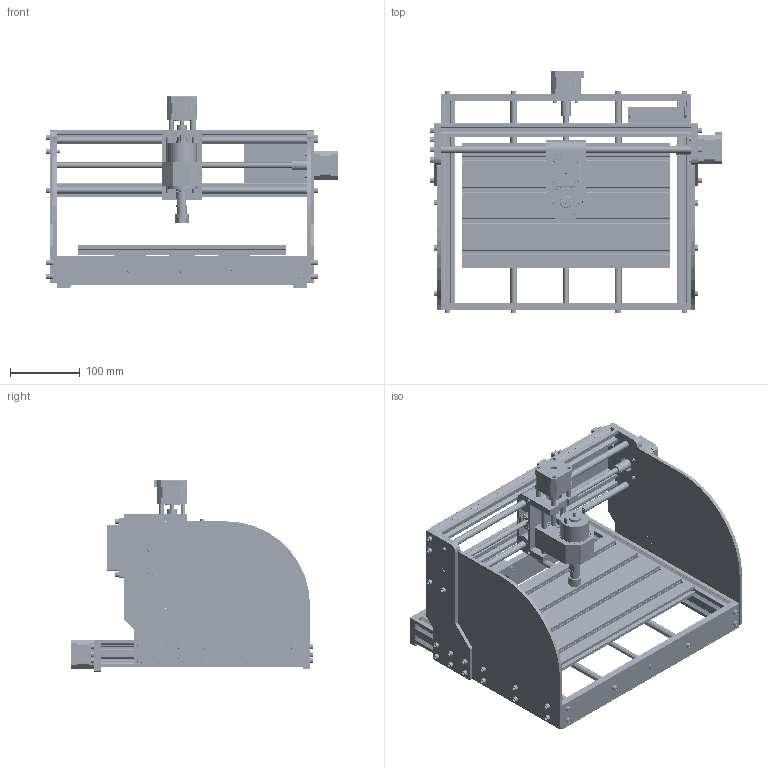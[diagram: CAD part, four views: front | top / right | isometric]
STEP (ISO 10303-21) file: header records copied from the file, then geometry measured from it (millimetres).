
FILE_DESCRIPTION(/* description */ (''),/* implementation_level */ '2;1');
FILE_NAME(/* name */ 'CNC3080Pro.step',/* time_stamp */ '2021-02-05T20:00:45+00:00',/* author */ (''),/* organization */ (''),/* preprocessor_version */ 'ST-DEVELOPER v18.1',/* originating_system */ 'Autodesk Translation Framework v9.7.1.1290',/* authorisation */ '');
FILE_SCHEMA (('AUTOMOTIVE_DESIGN { 1 0 10303 214 3 1 1 }'));
Length unit declared in the file: millimetre
Products named in the file (98): CNC 3080 Pro; Frame; Base; Panel Front; Extrusion 2040x290 Black Threaded; Panel Rear; Linear Rail 10x290 Threaded; Fixings (1); Y Drive; Bearing 8x16x5; Fixings (2); Lead Screw T8x290; Flexible Coupling 5-8; NEMA 17 34 Motor; Gantry; Gantry Side (Motor); Extrusion 2020x360 Black Threaded; Gantry Side (Bearing); Linear Rail 10x360 Threaded; Fixings (4); X Drive; Bearing 8x16x5_1; Outer; Bearing; Inner; NEMA 17 34 Motor_1; Fixings (5); Bolt M3x15 Hex; Lead Screw T8x360; Flexible Coupling 5-8_1; Bed; Linear Bearing LM10UU Support Assembly; Linear Bearing LM10UU; Linear Bearing LM10UU Support Assembly_1; Linear Bearing LM10UU_1; Linear Bearing LM10UU Support Assembly_2; Linear Bearing LM10UU_2; Linear Bearing LM10UU Support Assembly_3; Linear Bearing Support; Linear Bearing LM10UU_3 ...
Assembly tree (274 placements, depth 5):
  CNC 3080 Pro
    Frame
      Base
        Panel Front
        Extrusion 2040x290 Black Threaded  x2
        Panel Rear
        Linear Rail 10x290 Threaded  x2
        Fixings (1)
          Bolt M5x15 Hex  x12
      Y Drive
        Bearing 8x16x5
          Outer
          Bearing
          Inner
        Fixings (2)
          Bolt M3x15 Hex  x4
        Lead Screw T8x290
        Flexible Coupling 5-8
          Housing
          Grub Screw M4x4  x4
        NEMA 17 34 Motor
          Body Back
          Body Middle
          Body Front
          Bearing (3)  x2
          Connector
          Bolt M3x25 Cross  x4
          Spindle
      Gantry
        Gantry Side (Motor)
        Extrusion 2020x360 Black Threaded  x2
        Gantry Side (Bearing)
        Linear Rail 10x360 Threaded  x2
        Fixings (4)
          Bolt M5x15 Hex  x20
          Nut T-Slot  M5 T20  x12
      X Drive
        Bearing 8x16x5_1
          Outer
          Bearing
          Inner
        NEMA 17 34 Motor_1
          Body Back
          Body Middle
          Body Front
          Bearing (3)  x2
          Connector
          Bolt M3x25 Cross  x4
          Spindle
        Fixings (5)
          Bolt M3x15 Hex  x4
        Lead Screw T8x360
        Flexible Coupling 5-8_1
          Housing
          Grub Screw M4x4  x4
    Bed
      Linear Bearing LM10UU Support Assembly
        Linear Bearing Support
        Linear Bearing LM10UU
          Shell (1)
Bounding box: 419 x 349 x 275 mm (x, y, z)
Volume: 2575336.6 mm3; surface area: 1294689.1 mm2
Topology: 234 solids, 234 shells, 4522 faces, 11119 edges, 7340 vertices
Faces by surface type: plane 3285, cylinder 1007, torus 156, sphere 56, cone 16, bspline 2
Full cylindrical faces by diameter (mm): 2 x2, 2.529 x12, 2.927 x24, 3 x24, 3.332 x13, 3.5 x22, 3.75 x1, 3.908 x13, 4 x2, 4.2 x6, 4.234 x58, 4.5 x2, 4.901 x58, 5 x45, 5.5 x56, 6 x21, 6.595 x3, 7 x5, 7.5 x58, 7.925 x3, 8 x15, 8.5 x2, 8.6 x1, 9 x14, 10 x25, 11.5 x1, 12 x2, 13 x8, 13.036 x1, 13.884 x1
Entity records: 52120 total; most frequent: CARTESIAN_POINT 9603, DIRECTION 8603, ORIENTED_EDGE 7916, EDGE_CURVE 3958, LINE 3055, VECTOR 3055, AXIS2_PLACEMENT_3D 2774, VERTEX_POINT 2603
